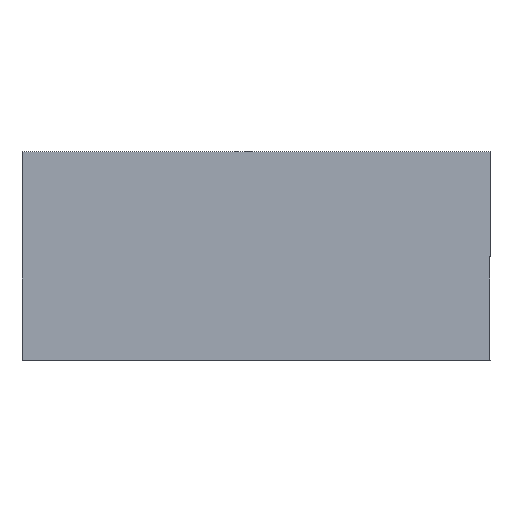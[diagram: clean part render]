
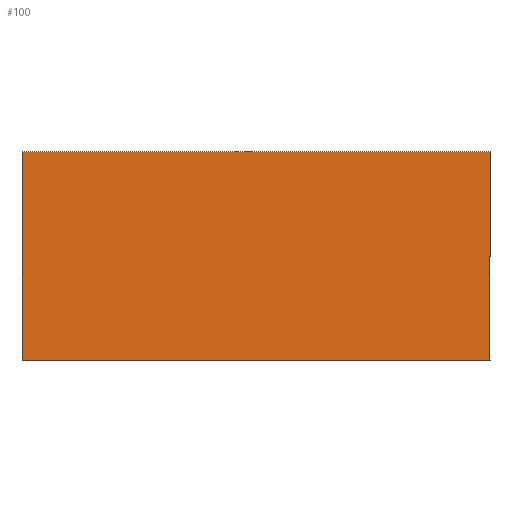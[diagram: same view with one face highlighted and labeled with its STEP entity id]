
A CAD part, top view. The second image highlights one B-rep face of the part: STEP entity #100.
In plain terms, the highlighted planar face has unit normal (0, 0, 1).
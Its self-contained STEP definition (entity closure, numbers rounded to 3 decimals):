
#7 = CARTESIAN_POINT ( 'NONE',  ( 0., 0., 7. ) ) ;
#18 = LINE ( 'NONE', #158, #121 ) ;
#28 = VERTEX_POINT ( 'NONE', #116 ) ;
#29 = ORIENTED_EDGE ( 'NONE', *, *, #76, .T. ) ;
#37 = CARTESIAN_POINT ( 'NONE',  ( -20.75, -9.25, 7. ) ) ;
#43 = PLANE ( 'NONE',  #68 ) ;
#45 = ORIENTED_EDGE ( 'NONE', *, *, #66, .T. ) ;
#58 = CARTESIAN_POINT ( 'NONE',  ( -20.75, 9.25, 7. ) ) ;
#66 = EDGE_CURVE ( 'NONE', #172, #102, #151, .T. ) ;
#68 = AXIS2_PLACEMENT_3D ( 'NONE', #7, #208, #152 ) ;
#76 = EDGE_CURVE ( 'NONE', #28, #172, #225, .T. ) ;
#81 = VECTOR ( 'NONE', #108, 1000. ) ;
#89 = DIRECTION ( 'NONE',  ( -1., 0., 0. ) ) ;
#100 = ADVANCED_FACE ( 'NONE', ( #166 ), #43, .T. ) ;
#102 = VERTEX_POINT ( 'NONE', #118 ) ;
#104 = VERTEX_POINT ( 'NONE', #187 ) ;
#108 = DIRECTION ( 'NONE',  ( 0., 1., 0. ) ) ;
#111 = VECTOR ( 'NONE', #186, 1000. ) ;
#116 = CARTESIAN_POINT ( 'NONE',  ( -20.75, 9.25, 7. ) ) ;
#118 = CARTESIAN_POINT ( 'NONE',  ( 20.75, -9.25, 7. ) ) ;
#121 = VECTOR ( 'NONE', #89, 1000. ) ;
#133 = DIRECTION ( 'NONE',  ( 1., 0., 0. ) ) ;
#139 = ORIENTED_EDGE ( 'NONE', *, *, #175, .T. ) ;
#151 = LINE ( 'NONE', #211, #178 ) ;
#152 = DIRECTION ( 'NONE',  ( 1., 0., 0. ) ) ;
#158 = CARTESIAN_POINT ( 'NONE',  ( -20.75, 9.25, 7. ) ) ;
#166 = FACE_OUTER_BOUND ( 'NONE', #195, .T. ) ;
#172 = VERTEX_POINT ( 'NONE', #37 ) ;
#175 = EDGE_CURVE ( 'NONE', #102, #104, #199, .T. ) ;
#178 = VECTOR ( 'NONE', #133, 1000. ) ;
#186 = DIRECTION ( 'NONE',  ( 0., -1., 0. ) ) ;
#187 = CARTESIAN_POINT ( 'NONE',  ( 20.75, 9.25, 7. ) ) ;
#193 = EDGE_CURVE ( 'NONE', #104, #28, #18, .T. ) ;
#195 = EDGE_LOOP ( 'NONE', ( #139, #213, #29, #45 ) ) ;
#198 = CARTESIAN_POINT ( 'NONE',  ( 20.75, 9.25, 7. ) ) ;
#199 = LINE ( 'NONE', #198, #81 ) ;
#208 = DIRECTION ( 'NONE',  ( 0., 0., 1. ) ) ;
#211 = CARTESIAN_POINT ( 'NONE',  ( -20.75, -9.25, 7. ) ) ;
#213 = ORIENTED_EDGE ( 'NONE', *, *, #193, .T. ) ;
#225 = LINE ( 'NONE', #58, #111 ) ;
